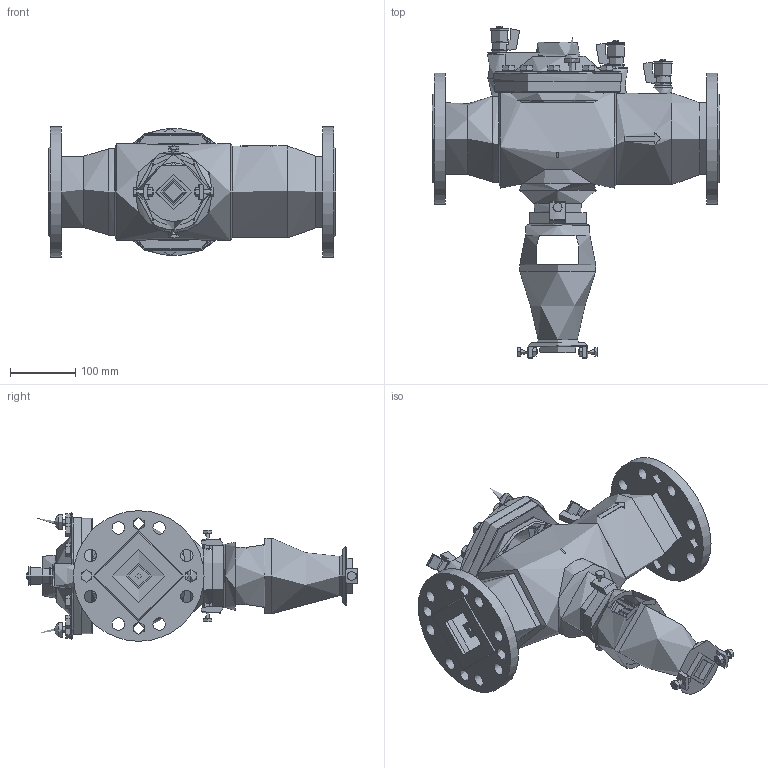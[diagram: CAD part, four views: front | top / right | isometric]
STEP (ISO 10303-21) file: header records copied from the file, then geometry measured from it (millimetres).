
FILE_DESCRIPTION( ( 'STEP AP214' ), '1' );
FILE_NAME( 'socla_ba4760_149B 3097.stp', '2019-10-09T13:25:03', ( '' ), ( '' ), ' ', 'PARTsolutions', ' ' );
FILE_SCHEMA( ( 'AUTOMOTIVE_DESIGN { 1 0 10303 214 1 1 1 1 }' ) );
Length unit declared in the file: millimetre
Products named in the file (1): _socla_ba4760_149B 3097
Bounding box: 440 x 508.22 x 200 mm (x, y, z)
Volume: 250363.3 mm3
Topology: 1 solids, 4 shells, 558 faces, 1421 edges, 943 vertices
Faces by surface type: plane 300, cylinder 124, torus 71, cone 61, bspline 2
Full cylindrical faces by diameter (mm): 4 x2, 8 x13, 8.34 x1, 10 x2, 15.85 x1, 19 x24, 22 x16, 22.86 x1, 23 x2, 24.1 x1, 25 x3, 25.45 x1, 28 x3, 32.226 x1, 34.8 x1, 40 x3, 46 x1, 65 x1, 80 x3, 96 x1, 97 x1, 97.5 x1, 102 x1, 110 x2, 113 x1, 116 x1, 127 x1, 141 x1, 200 x2
Entity records: 22677 total; most frequent: CARTESIAN_POINT 5642, DIRECTION 2521, ORIENTED_EDGE 2386, EDGE_CURVE 1193, AXIS2_PLACEMENT_3D 999, VERTEX_POINT 884, EDGE_LOOP 860, FACE_OUTER_BOUND 671
